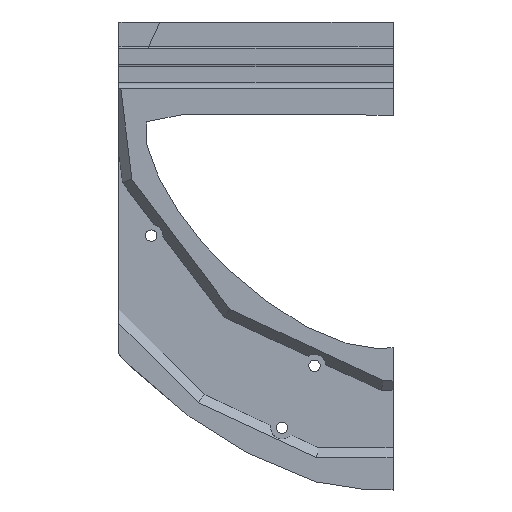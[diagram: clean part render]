
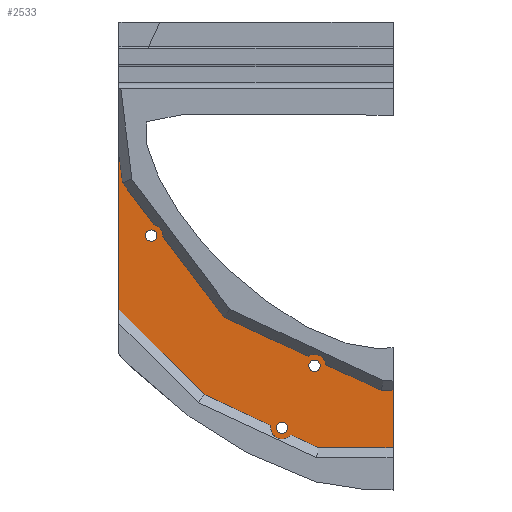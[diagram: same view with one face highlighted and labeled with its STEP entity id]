
A CAD part, front view. The second image highlights one B-rep face of the part: STEP entity #2533.
In plain terms, the highlighted planar face has unit normal (0, -1, 0).
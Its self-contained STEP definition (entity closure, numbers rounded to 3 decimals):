
#15=FACE_BOUND('',#221,.T.);
#16=FACE_BOUND('',#222,.T.);
#17=FACE_BOUND('',#223,.T.);
#58=FACE_OUTER_BOUND('',#220,.T.);
#220=EDGE_LOOP('',(#1723,#1724,#1725,#1726,#1727,#1728,#1729,#1730,#1731,
#1732,#1733,#1734,#1735,#1736,#1737));
#221=EDGE_LOOP('',(#1738));
#222=EDGE_LOOP('',(#1739));
#223=EDGE_LOOP('',(#1740));
#383=CIRCLE('',#2716,3.5);
#384=CIRCLE('',#2717,3.5);
#385=CIRCLE('',#2718,3.5);
#386=CIRCLE('',#2719,1.75);
#387=CIRCLE('',#2720,1.75);
#388=CIRCLE('',#2721,1.75);
#404=LINE('',#3632,#740);
#451=LINE('',#3738,#787);
#453=LINE('',#3742,#789);
#454=LINE('',#3744,#790);
#455=LINE('',#3748,#791);
#456=LINE('',#3750,#792);
#457=LINE('',#3752,#793);
#458=LINE('',#3754,#794);
#459=LINE('',#3756,#795);
#460=LINE('',#3760,#796);
#461=LINE('',#3762,#797);
#462=LINE('',#3765,#798);
#740=VECTOR('',#2902,10.);
#787=VECTOR('',#2981,10.);
#789=VECTOR('',#2985,10.);
#790=VECTOR('',#2986,10.);
#791=VECTOR('',#2989,10.);
#792=VECTOR('',#2990,10.);
#793=VECTOR('',#2991,10.);
#794=VECTOR('',#2992,10.);
#795=VECTOR('',#2993,10.);
#796=VECTOR('',#2996,10.);
#797=VECTOR('',#2997,10.);
#798=VECTOR('',#3000,10.);
#1076=VERTEX_POINT('',#3629);
#1077=VERTEX_POINT('',#3631);
#1120=VERTEX_POINT('',#3737);
#1121=VERTEX_POINT('',#3741);
#1122=VERTEX_POINT('',#3743);
#1123=VERTEX_POINT('',#3745);
#1124=VERTEX_POINT('',#3747);
#1125=VERTEX_POINT('',#3749);
#1126=VERTEX_POINT('',#3751);
#1127=VERTEX_POINT('',#3753);
#1128=VERTEX_POINT('',#3755);
#1129=VERTEX_POINT('',#3757);
#1130=VERTEX_POINT('',#3759);
#1131=VERTEX_POINT('',#3761);
#1132=VERTEX_POINT('',#3763);
#1133=VERTEX_POINT('',#3766);
#1134=VERTEX_POINT('',#3768);
#1135=VERTEX_POINT('',#3770);
#1283=EDGE_CURVE('',#1077,#1076,#404,.T.);
#1336=EDGE_CURVE('',#1077,#1120,#451,.T.);
#1338=EDGE_CURVE('',#1121,#1076,#453,.T.);
#1339=EDGE_CURVE('',#1122,#1121,#454,.T.);
#1340=EDGE_CURVE('',#1123,#1122,#383,.T.);
#1341=EDGE_CURVE('',#1124,#1123,#455,.T.);
#1342=EDGE_CURVE('',#1125,#1124,#456,.T.);
#1343=EDGE_CURVE('',#1125,#1126,#457,.T.);
#1344=EDGE_CURVE('',#1127,#1126,#458,.T.);
#1345=EDGE_CURVE('',#1128,#1127,#459,.T.);
#1346=EDGE_CURVE('',#1129,#1128,#384,.T.);
#1347=EDGE_CURVE('',#1130,#1129,#460,.T.);
#1348=EDGE_CURVE('',#1131,#1130,#461,.T.);
#1349=EDGE_CURVE('',#1132,#1131,#385,.T.);
#1350=EDGE_CURVE('',#1120,#1132,#462,.T.);
#1351=EDGE_CURVE('',#1133,#1133,#386,.T.);
#1352=EDGE_CURVE('',#1134,#1134,#387,.T.);
#1353=EDGE_CURVE('',#1135,#1135,#388,.T.);
#1723=ORIENTED_EDGE('',*,*,#1283,.T.);
#1724=ORIENTED_EDGE('',*,*,#1338,.F.);
#1725=ORIENTED_EDGE('',*,*,#1339,.F.);
#1726=ORIENTED_EDGE('',*,*,#1340,.F.);
#1727=ORIENTED_EDGE('',*,*,#1341,.F.);
#1728=ORIENTED_EDGE('',*,*,#1342,.F.);
#1729=ORIENTED_EDGE('',*,*,#1343,.T.);
#1730=ORIENTED_EDGE('',*,*,#1344,.F.);
#1731=ORIENTED_EDGE('',*,*,#1345,.F.);
#1732=ORIENTED_EDGE('',*,*,#1346,.F.);
#1733=ORIENTED_EDGE('',*,*,#1347,.F.);
#1734=ORIENTED_EDGE('',*,*,#1348,.F.);
#1735=ORIENTED_EDGE('',*,*,#1349,.F.);
#1736=ORIENTED_EDGE('',*,*,#1350,.F.);
#1737=ORIENTED_EDGE('',*,*,#1336,.F.);
#1738=ORIENTED_EDGE('',*,*,#1351,.F.);
#1739=ORIENTED_EDGE('',*,*,#1352,.F.);
#1740=ORIENTED_EDGE('',*,*,#1353,.F.);
#2381=PLANE('',#2715);
#2533=ADVANCED_FACE('',(#58,#15,#16,#17),#2381,.T.);
#2715=AXIS2_PLACEMENT_3D('',#3740,#2983,#2984);
#2716=AXIS2_PLACEMENT_3D('',#3746,#2987,#2988);
#2717=AXIS2_PLACEMENT_3D('',#3758,#2994,#2995);
#2718=AXIS2_PLACEMENT_3D('',#3764,#2998,#2999);
#2719=AXIS2_PLACEMENT_3D('',#3767,#3001,#3002);
#2720=AXIS2_PLACEMENT_3D('',#3769,#3003,#3004);
#2721=AXIS2_PLACEMENT_3D('',#3771,#3005,#3006);
#2902=DIRECTION('',(0.,0.,-1.));
#2981=DIRECTION('',(0.122,0.,-0.993));
#2983=DIRECTION('center_axis',(0.,-1.,0.));
#2984=DIRECTION('ref_axis',(1.,0.,0.));
#2985=DIRECTION('',(-0.707,0.,0.707));
#2986=DIRECTION('',(-0.906,0.,0.423));
#2987=DIRECTION('center_axis',(0.,1.,0.));
#2988=DIRECTION('ref_axis',(-0.983,0.,0.183));
#2989=DIRECTION('',(-0.906,0.,0.423));
#2990=DIRECTION('',(-1.,0.,0.));
#2991=DIRECTION('',(0.,0.,1.));
#2992=DIRECTION('',(1.,0.,0.));
#2993=DIRECTION('',(0.906,0.,-0.423));
#2994=DIRECTION('center_axis',(0.,1.,0.));
#2995=DIRECTION('ref_axis',(0.994,0.,0.108));
#2996=DIRECTION('',(0.906,0.,-0.423));
#2997=DIRECTION('',(0.602,0.,-0.799));
#2998=DIRECTION('center_axis',(0.,1.,0.));
#2999=DIRECTION('ref_axis',(0.999,0.,-0.046));
#3000=DIRECTION('',(0.602,0.,-0.799));
#3001=DIRECTION('center_axis',(0.,-1.,0.));
#3002=DIRECTION('ref_axis',(1.,0.,0.));
#3003=DIRECTION('center_axis',(0.,-1.,0.));
#3004=DIRECTION('ref_axis',(1.,0.,0.));
#3005=DIRECTION('center_axis',(0.,-1.,0.));
#3006=DIRECTION('ref_axis',(1.,0.,0.));
#3629=CARTESIAN_POINT('',(1285.8,6.25,502.259));
#3631=CARTESIAN_POINT('',(1285.8,6.25,550.099));
#3632=CARTESIAN_POINT('',(1285.8,6.25,521.074));
#3737=CARTESIAN_POINT('',(1286.902,6.25,541.127));
#3738=CARTESIAN_POINT('',(1286.902,6.25,541.127));
#3740=CARTESIAN_POINT('Origin',(1326.284,6.25,522.147));
#3741=CARTESIAN_POINT('',(1311.943,6.25,476.116));
#3742=CARTESIAN_POINT('',(1277.11,6.25,510.949));
#3743=CARTESIAN_POINT('',(1332.45,6.25,466.554));
#3744=CARTESIAN_POINT('',(1311.943,6.25,476.116));
#3745=CARTESIAN_POINT('',(1338.593,6.25,463.689));
#3746=CARTESIAN_POINT('Origin',(1335.891,6.25,465.914));
#3747=CARTESIAN_POINT('',(1347.113,6.25,459.716));
#3748=CARTESIAN_POINT('',(1338.593,6.25,463.689));
#3749=CARTESIAN_POINT('',(1370.,6.25,459.716));
#3750=CARTESIAN_POINT('',(1347.113,6.25,459.716));
#3751=CARTESIAN_POINT('',(1370.,6.25,477.383));
#3752=CARTESIAN_POINT('',(1370.,6.25,565.271));
#3753=CARTESIAN_POINT('',(1366.335,6.25,477.383));
#3754=CARTESIAN_POINT('',(1380.576,6.25,477.383));
#3755=CARTESIAN_POINT('',(1349.372,6.25,485.293));
#3756=CARTESIAN_POINT('',(1366.335,6.25,477.383));
#3757=CARTESIAN_POINT('',(1343.946,6.25,487.823));
#3758=CARTESIAN_POINT('Origin',(1345.892,6.25,484.914));
#3759=CARTESIAN_POINT('',(1317.926,6.25,499.956));
#3760=CARTESIAN_POINT('',(1343.946,6.25,487.823));
#3761=CARTESIAN_POINT('',(1299.23,6.25,524.767));
#3762=CARTESIAN_POINT('',(1317.926,6.25,499.956));
#3763=CARTESIAN_POINT('',(1296.541,6.25,528.335));
#3764=CARTESIAN_POINT('Origin',(1295.734,6.25,524.93));
#3765=CARTESIAN_POINT('',(1296.541,6.25,528.335));
#3766=CARTESIAN_POINT('',(1293.984,6.25,524.93));
#3767=CARTESIAN_POINT('Origin',(1295.734,6.25,524.93));
#3768=CARTESIAN_POINT('',(1344.142,6.25,484.914));
#3769=CARTESIAN_POINT('Origin',(1345.892,6.25,484.914));
#3770=CARTESIAN_POINT('',(1334.141,6.25,465.914));
#3771=CARTESIAN_POINT('Origin',(1335.891,6.25,465.914));
